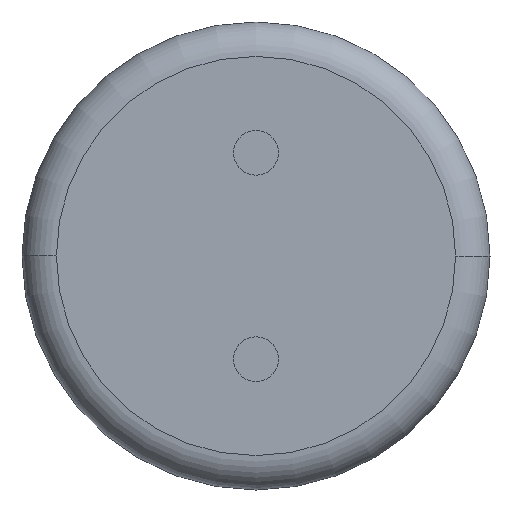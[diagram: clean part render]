
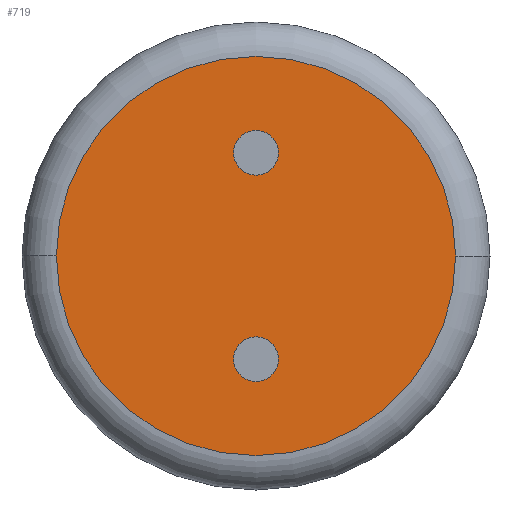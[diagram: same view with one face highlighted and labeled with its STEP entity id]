
A CAD part, front view. The second image highlights one B-rep face of the part: STEP entity #719.
In plain terms, the highlighted planar face has unit normal (0, -1, 0).
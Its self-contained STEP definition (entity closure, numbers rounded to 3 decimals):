
#336=CARTESIAN_POINT('',(0.,0.,0.));
#337=DIRECTION('',(0.,-1.,0.));
#338=DIRECTION('',(-1.,0.,0.));
#339=AXIS2_PLACEMENT_3D('',#336,#337,#338);
#374=CARTESIAN_POINT('',(0.,0.,0.));
#375=DIRECTION('',(0.,-1.,0.));
#376=DIRECTION('',(1.,0.,0.));
#377=AXIS2_PLACEMENT_3D('',#374,#375,#376);
#556=CARTESIAN_POINT('',(0.,0.,1.5));
#557=DIRECTION('',(0.,1.,0.));
#558=DIRECTION('',(-1.,0.,0.));
#559=AXIS2_PLACEMENT_3D('',#556,#557,#558);
#572=CARTESIAN_POINT('',(0.,0.,1.5));
#573=DIRECTION('',(0.,1.,0.));
#574=DIRECTION('',(1.,0.,0.));
#575=AXIS2_PLACEMENT_3D('',#572,#573,#574);
#602=CARTESIAN_POINT('',(0.,0.,-1.5));
#603=DIRECTION('',(0.,1.,0.));
#604=DIRECTION('',(-1.,0.,0.));
#605=AXIS2_PLACEMENT_3D('',#602,#603,#604);
#618=CARTESIAN_POINT('',(0.,0.,-1.5));
#619=DIRECTION('',(0.,1.,0.));
#620=DIRECTION('',(1.,0.,0.));
#621=AXIS2_PLACEMENT_3D('',#618,#619,#620);
#680=CARTESIAN_POINT('',(-0.325,0.,1.5));
#681=CARTESIAN_POINT('',(0.325,0.,1.5));
#682=VERTEX_POINT('',#680);
#683=VERTEX_POINT('',#681);
#684=CARTESIAN_POINT('',(-0.325,0.,-1.5));
#685=CARTESIAN_POINT('',(0.325,0.,-1.5));
#686=VERTEX_POINT('',#684);
#687=VERTEX_POINT('',#685);
#692=CARTESIAN_POINT('',(-2.9,0.,0.));
#693=CARTESIAN_POINT('',(2.9,0.,0.));
#694=VERTEX_POINT('',#692);
#695=VERTEX_POINT('',#693);
#696=CARTESIAN_POINT('',(0.,0.,0.));
#697=DIRECTION('',(0.,-1.,0.));
#698=DIRECTION('',(-1.,0.,0.));
#699=AXIS2_PLACEMENT_3D('',#696,#697,#698);
#700=PLANE('',#699);
#702=ORIENTED_EDGE('',*,*,#701,.F.);
#704=ORIENTED_EDGE('',*,*,#703,.F.);
#705=EDGE_LOOP('',(#702,#704));
#706=FACE_OUTER_BOUND('',#705,.F.);
#708=ORIENTED_EDGE('',*,*,#707,.F.);
#710=ORIENTED_EDGE('',*,*,#709,.F.);
#711=EDGE_LOOP('',(#708,#710));
#712=FACE_BOUND('',#711,.F.);
#714=ORIENTED_EDGE('',*,*,#713,.F.);
#716=ORIENTED_EDGE('',*,*,#715,.F.);
#717=EDGE_LOOP('',(#714,#716));
#718=FACE_BOUND('',#717,.F.);
#719=ADVANCED_FACE('',(#706,#712,#718),#700,.T.);
#340=CIRCLE('',#339,2.9);
#378=CIRCLE('',#377,2.9);
#560=CIRCLE('',#559,0.325);
#576=CIRCLE('',#575,0.325);
#606=CIRCLE('',#605,0.325);
#622=CIRCLE('',#621,0.325);
#701=EDGE_CURVE('',#694,#695,#340,.T.);
#703=EDGE_CURVE('',#695,#694,#378,.T.);
#707=EDGE_CURVE('',#682,#683,#560,.T.);
#709=EDGE_CURVE('',#683,#682,#576,.T.);
#713=EDGE_CURVE('',#686,#687,#606,.T.);
#715=EDGE_CURVE('',#687,#686,#622,.T.);
